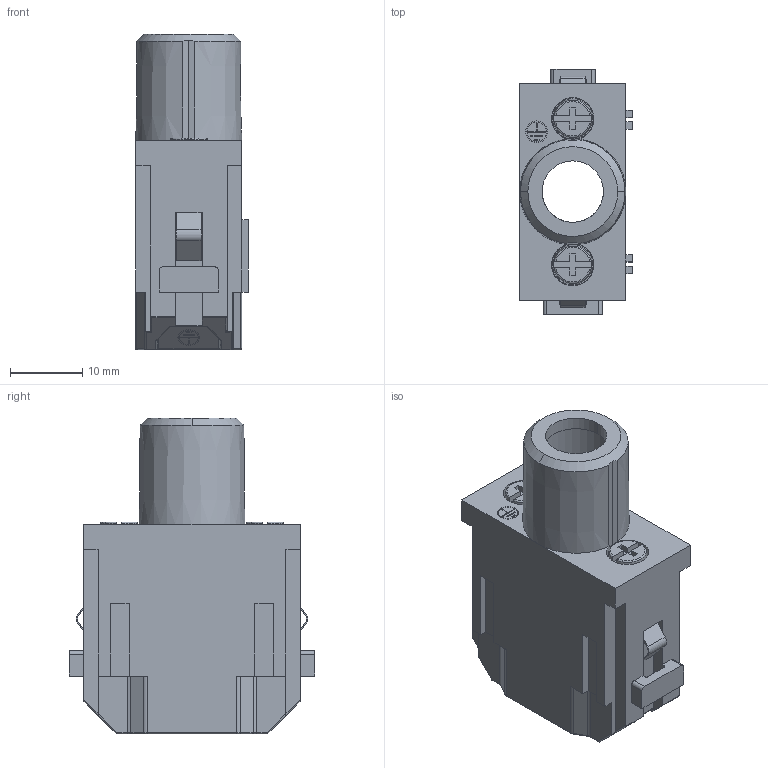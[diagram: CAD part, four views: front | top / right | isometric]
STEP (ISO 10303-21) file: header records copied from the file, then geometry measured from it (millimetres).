
FILE_DESCRIPTION(('Creo Elements/Direct Modeling STEP Export'),'2;1');
FILE_NAME('0ln7uvk5tn76eav2880','2023-11-14T14:25:50',(''),(''),'Creo Elements/Direct Modeling STEP processor for AP214 (Solid Model)','Creo Elements/Direct Modeling 20.1B 02-Apr-2019 (C) Parametric Technology GmbH','');
FILE_SCHEMA(('AUTOMOTIVE_DESIGN { 1 0 10303 214 1 1 1 1 }'));
Length unit declared in the file: millimetre
Products named in the file (2): CX 01 GPEF
Assembly tree (1 placements, depth 2):
  CX 01 GPEF
    CX 01 GPEF
Bounding box: 15.6 x 34 x 43.7 mm (x, y, z)
Volume: 8695 mm3; surface area: 7361.1 mm2
Topology: 1 solids, 1 shells, 446 faces, 1237 edges, 755 vertices
Faces by surface type: plane 210, cylinder 168, sphere 40, torus 16, cone 12
Entity records: 17875 total; most frequent: CARTESIAN_POINT 3170, ORIENTED_EDGE 2394, DIRECTION 2276, EDGE_CURVE 1197, AXIS2_PLACEMENT_3D 765, VERTEX_POINT 755, VECTOR 746, LINE 746
